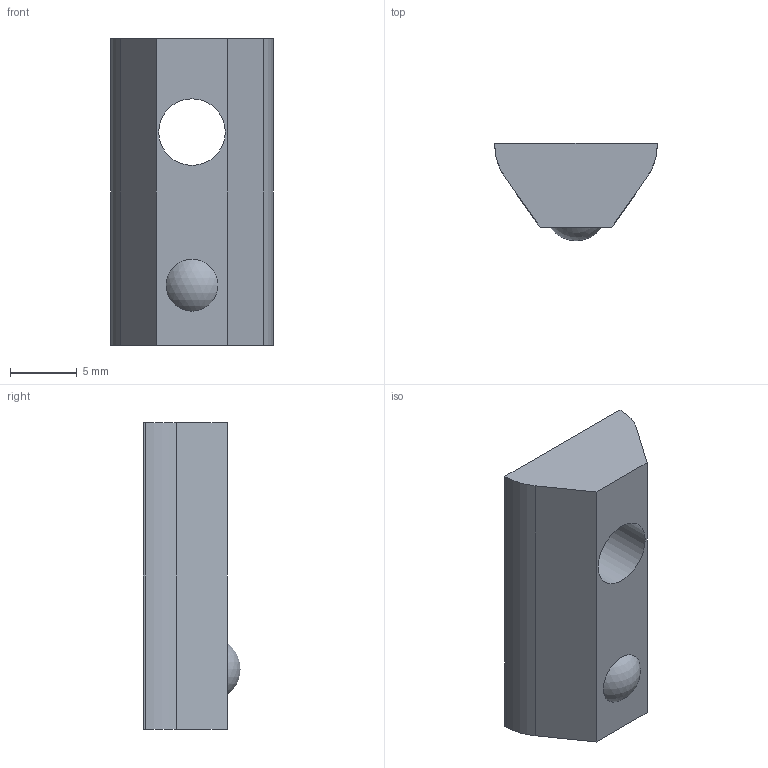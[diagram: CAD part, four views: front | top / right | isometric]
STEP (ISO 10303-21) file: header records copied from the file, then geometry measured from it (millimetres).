
FILE_DESCRIPTION(/* description */ (''),/* implementation_level */ '2;1');
FILE_NAME(/* name */ '122305',/* time_stamp */ '2014-10-06T11:49:41+02:00',/* author */ (''),/* organization */ (''),/* preprocessor_version */ 'ST-DEVELOPER v14',/* originating_system */ 'HiCAD 2013 1802.4 Build 509',/* authorisation */ '');
FILE_SCHEMA (('AUTOMOTIVE_DESIGN { 1 0 10303 214 1 1 1 1 }'));
Length unit declared in the file: millimetre
Products named in the file (2): Root; 122305Sleufmoer 8E - M5 met kogelBOIKON
Assembly tree (1 placements, depth 2):
  Root
    122305Sleufmoer 8E - M5 met kogelBOIKON
Bounding box: 12.2 x 7.3 x 23 mm (x, y, z)
Volume: 1263.6 mm3; surface area: 923.2 mm2
Topology: 1 solids, 1 shells, 12 faces, 29 edges, 21 vertices
Faces by surface type: plane 8, cylinder 3, sphere 1
Full cylindrical faces by diameter (mm): 5 x1
Entity records: 654 total; most frequent: DIRECTION 62, CARTESIAN_POINT 61, PRESENTATION_STYLE_ASSIGNMENT 55, COLOUR_RGB 55, DRAUGHTING_PRE_DEFINED_CURVE_FONT 54, CURVE_STYLE 54, OVER_RIDING_STYLED_ITEM 54, ORIENTED_EDGE 54
